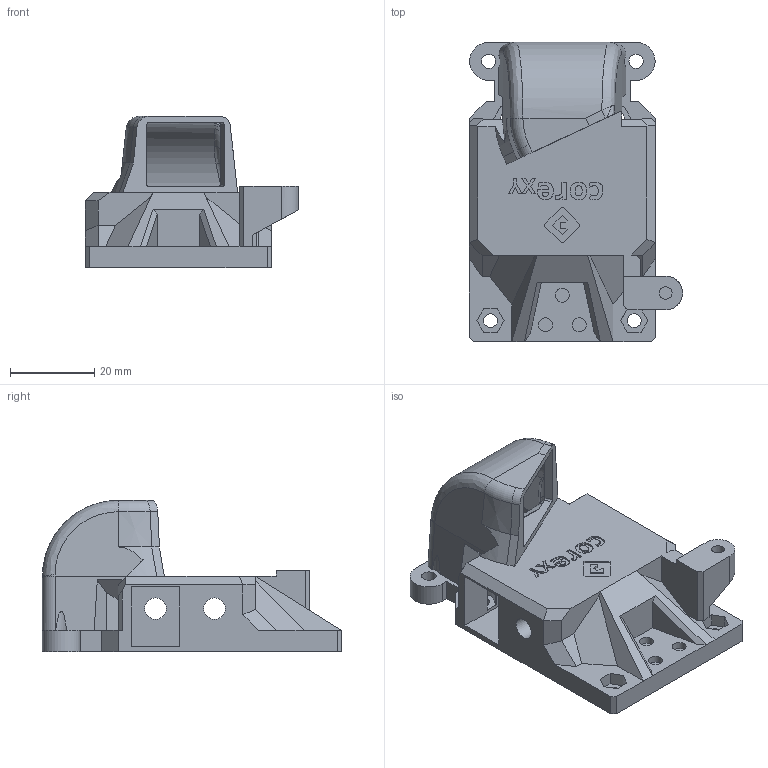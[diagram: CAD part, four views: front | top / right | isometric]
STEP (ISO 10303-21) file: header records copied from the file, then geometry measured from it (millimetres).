
FILE_DESCRIPTION(/* description */ ('STEP AP242','CAx-IF Rec.Pracs.---Representation and Presentation of Product Manufacturing Information (PMI)---4.0---2014-10-13','CAx-IF Rec.Pracs.---3D Tessellated Geometry---0.4---2014-09-14','2;1'),/* implementation_level */ '2;1');
FILE_NAME(/* name */ '645928ba90e1d84b444f0e6b',/* time_stamp */ '2023-05-08T16:52:12Z',/* author */ (''),/* organization */ (''),/* preprocessor_version */ 'ST-DEVELOPER v19.4',/* originating_system */ ' ',/* authorisation */ ' ');
FILE_SCHEMA (('AP242_MANAGED_MODEL_BASED_3D_ENGINEERING_MIM_LF { 1 0 10303 442 1 1 4 }'));
Length unit declared in the file: metre
Products named in the file (1): back_corexy
Bounding box: 50.56 x 71 x 35.85 mm (x, y, z)
Volume: 26922.8 mm3; surface area: 18343 mm2
Topology: 1 solids, 1 shells, 357 faces, 965 edges, 624 vertices
Faces by surface type: plane 234, bspline 71, cylinder 41, torus 5, sphere 4, cone 2
Full cylindrical faces by diameter (mm): 3 x1, 3.3 x7, 3.4 x2, 5.1 x2
Entity records: 11412 total; most frequent: CARTESIAN_POINT 2947, ORIENTED_EDGE 1880, DIRECTION 1468, EDGE_CURVE 940, LINE 682, VECTOR 682, VERTEX_POINT 616, EDGE_LOOP 410
